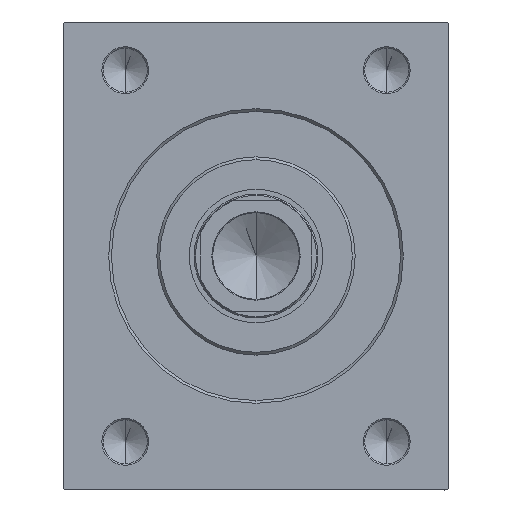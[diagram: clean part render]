
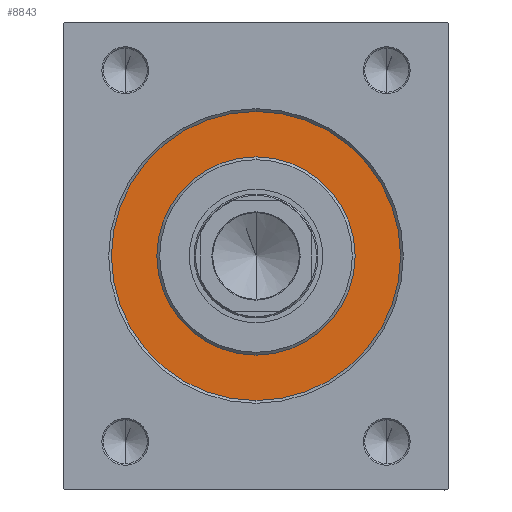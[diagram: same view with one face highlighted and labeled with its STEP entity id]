
A CAD part, left-side view. The second image highlights one B-rep face of the part: STEP entity #8843.
In plain terms, the highlighted face is planar.
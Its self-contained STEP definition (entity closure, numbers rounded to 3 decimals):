
#686 = ORIENTED_EDGE ( 'NONE', *, *, #31160, .F. ) ;
#2694 = DIRECTION ( 'NONE',  ( -1., 0., 0. ) ) ;
#2890 = AXIS2_PLACEMENT_3D ( 'NONE', #37084, #2694, #23398 ) ;
#3053 = VERTEX_POINT ( 'NONE', #39081 ) ;
#3292 = CARTESIAN_POINT ( 'NONE',  ( 0., 0., 0. ) ) ;
#4236 = FACE_OUTER_BOUND ( 'NONE', #37429, .T. ) ;
#6267 = DIRECTION ( 'NONE',  ( 0., 0., -1. ) ) ;
#6481 = DIRECTION ( 'NONE',  ( 1., 0., 0. ) ) ;
#7130 = AXIS2_PLACEMENT_3D ( 'NONE', #27213, #37697, #6267 ) ;
#8107 = DIRECTION ( 'NONE',  ( 0., 0., 1. ) ) ;
#8829 = AXIS2_PLACEMENT_3D ( 'NONE', #32690, #25837, #15386 ) ;
#8843 = ADVANCED_FACE ( 'NONE', ( #18783, #4236 ), #32699, .F. ) ;
#11839 = VERTEX_POINT ( 'NONE', #29771 ) ;
#12311 = CIRCLE ( 'NONE', #2890, 52.5 ) ;
#12321 = CARTESIAN_POINT ( 'NONE',  ( 0., 0., -52.5 ) ) ;
#13224 = CIRCLE ( 'NONE', #8829, 52.5 ) ;
#14063 = EDGE_CURVE ( 'NONE', #3053, #14510, #18749, .T. ) ;
#14510 = VERTEX_POINT ( 'NONE', #28955 ) ;
#15386 = DIRECTION ( 'NONE',  ( 0., 0., 1. ) ) ;
#18035 = VERTEX_POINT ( 'NONE', #12321 ) ;
#18749 = CIRCLE ( 'NONE', #7130, 36. ) ;
#18783 = FACE_BOUND ( 'NONE', #35517, .T. ) ;
#19676 = AXIS2_PLACEMENT_3D ( 'NONE', #3292, #6481, #20352 ) ;
#20352 = DIRECTION ( 'NONE',  ( 0., 0., -1. ) ) ;
#21743 = DIRECTION ( 'NONE',  ( -1., 0., 0. ) ) ;
#23398 = DIRECTION ( 'NONE',  ( 0., 0., 1. ) ) ;
#25837 = DIRECTION ( 'NONE',  ( -1., 0., 0. ) ) ;
#26760 = ORIENTED_EDGE ( 'NONE', *, *, #14063, .F. ) ;
#27213 = CARTESIAN_POINT ( 'NONE',  ( 0., 0., 0. ) ) ;
#28955 = CARTESIAN_POINT ( 'NONE',  ( 0., 0., -36. ) ) ;
#29049 = CARTESIAN_POINT ( 'NONE',  ( 0., 0., 0. ) ) ;
#29771 = CARTESIAN_POINT ( 'NONE',  ( 0., 0., 52.5 ) ) ;
#31160 = EDGE_CURVE ( 'NONE', #18035, #11839, #12311, .T. ) ;
#32690 = CARTESIAN_POINT ( 'NONE',  ( 0., 0., 0. ) ) ;
#32699 = PLANE ( 'NONE',  #39135 ) ;
#35077 = ORIENTED_EDGE ( 'NONE', *, *, #42094, .F. ) ;
#35517 = EDGE_LOOP ( 'NONE', ( #26760, #36868 ) ) ;
#35842 = EDGE_CURVE ( 'NONE', #14510, #3053, #39335, .T. ) ;
#36868 = ORIENTED_EDGE ( 'NONE', *, *, #35842, .F. ) ;
#37084 = CARTESIAN_POINT ( 'NONE',  ( 0., 0., 0. ) ) ;
#37429 = EDGE_LOOP ( 'NONE', ( #686, #35077 ) ) ;
#37697 = DIRECTION ( 'NONE',  ( 1., 0., 0. ) ) ;
#39081 = CARTESIAN_POINT ( 'NONE',  ( 0., 0., 36. ) ) ;
#39135 = AXIS2_PLACEMENT_3D ( 'NONE', #29049, #21743, #8107 ) ;
#39335 = CIRCLE ( 'NONE', #19676, 36. ) ;
#42094 = EDGE_CURVE ( 'NONE', #11839, #18035, #13224, .T. ) ;
